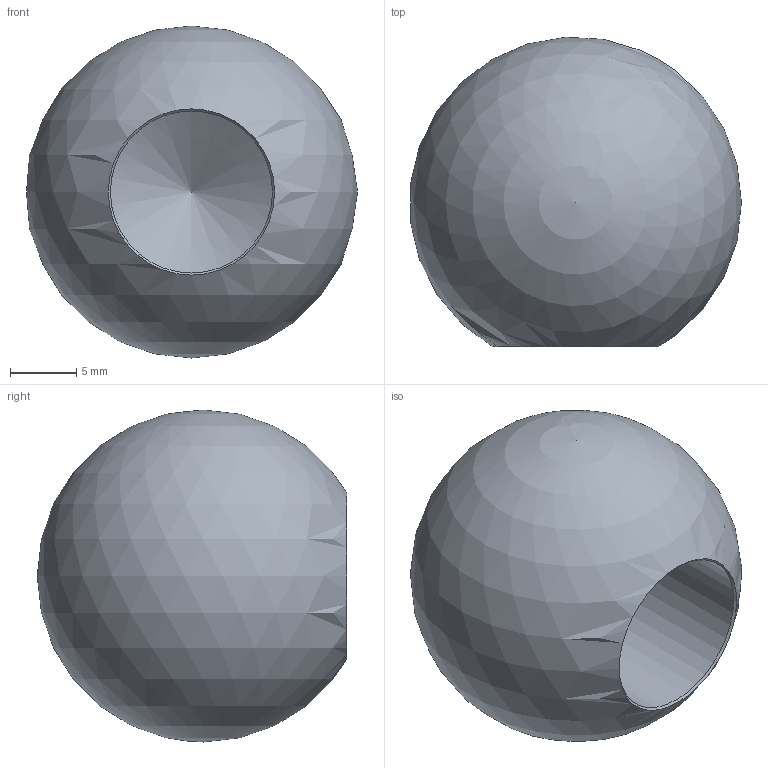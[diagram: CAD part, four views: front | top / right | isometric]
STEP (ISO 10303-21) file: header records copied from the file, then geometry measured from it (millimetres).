
FILE_DESCRIPTION (( 'STEP AP203' ), '1' );
FILE_NAME ('51025-240S-MS.step', '2020-06-22T11:34:34', ( '' ), ( '' ), 'SwSTEP 2.0', 'SolidWorks 2015', '' );
FILE_SCHEMA (( 'CONFIG_CONTROL_DESIGN' ));
Length unit declared in the file: millimetre
Products named in the file (2): 51025-240S-MS
Bounding box: 24.92 x 23.3 x 25 mm (x, y, z)
Volume: 6725.5 mm3; surface area: 2370.9 mm2
Topology: 1 solids, 1 shells, 277 faces, 749 edges, 499 vertices
Faces by surface type: bspline 124, plane 122, cylinder 28, cone 2, sphere 1
Full cylindrical faces by diameter (mm): 12.2 x1
Entity records: 13777 total; most frequent: CARTESIAN_POINT 7581, ORIENTED_EDGE 1482, DIRECTION 864, EDGE_CURVE 741, VERTEX_POINT 495, LINE 336, VECTOR 336, EDGE_LOOP 306
